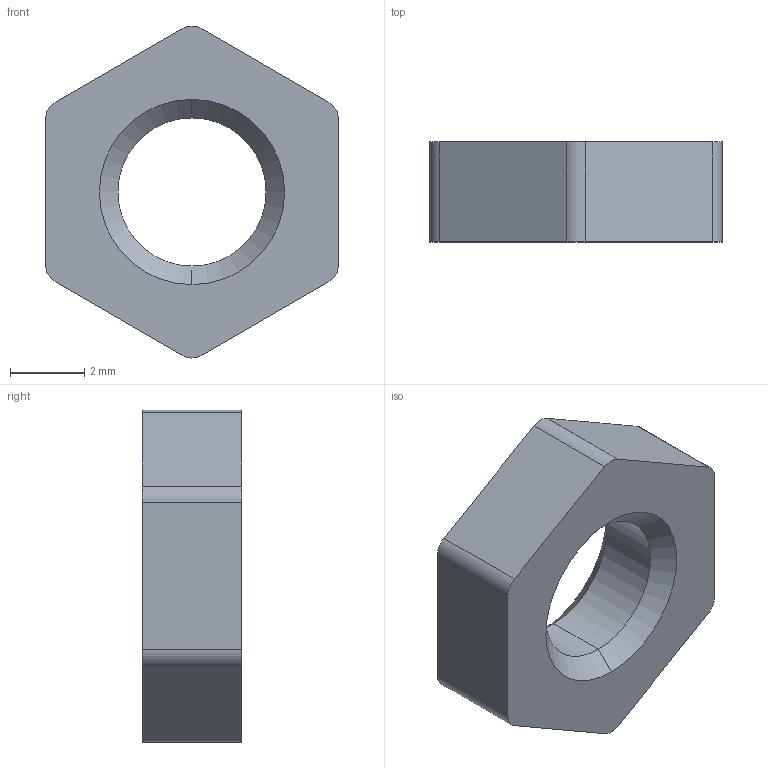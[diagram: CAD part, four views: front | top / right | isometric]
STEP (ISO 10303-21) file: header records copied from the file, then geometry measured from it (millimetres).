
FILE_DESCRIPTION (( 'STEP AP214' ), '1' );
FILE_NAME ('B696 Ãàéêà Ì5 íèçêàÿ.STEP', '2025-10-28T11:33:38', ( '' ), ( '' ), 'SwSTEP 2.0', 'SolidWorks 2025', '' );
FILE_SCHEMA (( 'AUTOMOTIVE_DESIGN' ));
Length unit declared in the file: millimetre
Products named in the file (1): B696 Гайка М5 низкая
Bounding box: 7.9 x 2.7 x 8.97 mm (x, y, z)
Volume: 108.4 mm3; surface area: 183 mm2
Topology: 1 solids, 1 shells, 21 faces, 53 edges, 34 vertices
Faces by surface type: cylinder 9, plane 8, cone 4
Entity records: 664 total; most frequent: DIRECTION 119, CARTESIAN_POINT 109, ORIENTED_EDGE 106, EDGE_CURVE 53, AXIS2_PLACEMENT_3D 44, VERTEX_POINT 34, LINE 31, VECTOR 31
